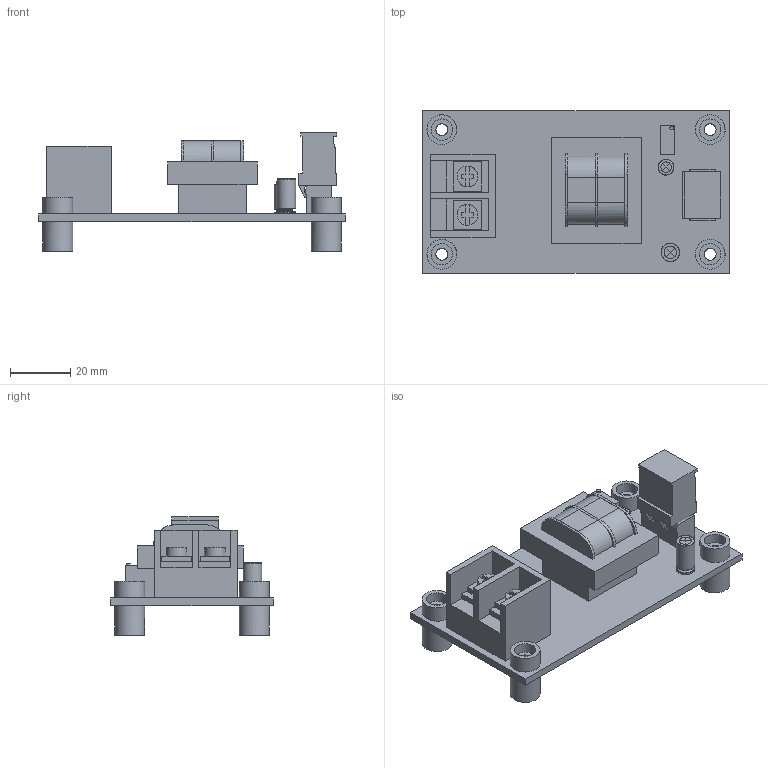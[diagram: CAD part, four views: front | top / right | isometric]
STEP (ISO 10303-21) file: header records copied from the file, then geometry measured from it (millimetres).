
FILE_DESCRIPTION(('eMachineShop Model'),'2;1');
FILE_NAME('MCS-VOLTAGE_1632060168.203.step', '2021-01-28T16:07:52',('eMachineShop'),('eMachineShop'), 'eMachineShop','eMachineShop','Unknown');
FILE_SCHEMA(('CONFIG_CONTROL_DESIGN'));
Length unit declared in the file: millimetre
Products named in the file (26): eMachineShop; eMachineShop.1; eMachineShop.2; eMachineShop.3; eMachineShop.4; eMachineShop.5; eMachineShop.6; eMachineShop.7; eMachineShop.8; eMachineShop.9; eMachineShop.10; eMachineShop.11; eMachineShop.12; eMachineShop.13; eMachineShop.14; eMachineShop.15; eMachineShop.16; eMachineShop.17; eMachineShop.18; eMachineShop.19; eMachineShop.20; eMachineShop.21; eMachineShop.22; eMachineShop.23; eMachineShop.24; eMachineShop.25
Assembly tree (25 placements, depth 2):
  eMachineShop
    eMachineShop.1
    eMachineShop.2
    eMachineShop.3
    eMachineShop.4
    eMachineShop.5
    eMachineShop.6
    eMachineShop.7
    eMachineShop.8
    eMachineShop.9
    eMachineShop.10
    eMachineShop.11
    eMachineShop.12
    eMachineShop.13
    eMachineShop.14
    eMachineShop.15
    eMachineShop.16
    eMachineShop.17
    eMachineShop.18
    eMachineShop.19
    eMachineShop.20
    eMachineShop.21
    eMachineShop.22
    eMachineShop.23
    eMachineShop.24
    eMachineShop.25
Bounding box: 101.6 x 53.98 x 39.24 mm (x, y, z)
Volume: 46448.2 mm3; surface area: 33078.1 mm2
Topology: 25 solids, 25 shells, 333 faces, 832 edges, 570 vertices
Faces by surface type: bspline 333
Entity records: 27334 total; most frequent: CARTESIAN_POINT 13036, ORIENTED_EDGE 1664, PCURVE 1664, DEFINITIONAL_REPRESENTATION 1664, DIRECTION 1319, LINE 1267, VECTOR 1267, B_SPLINE_CURVE_WITH_KNOTS 1005
